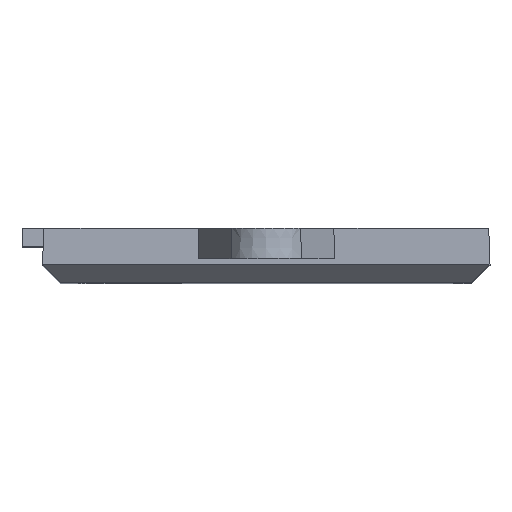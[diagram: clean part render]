
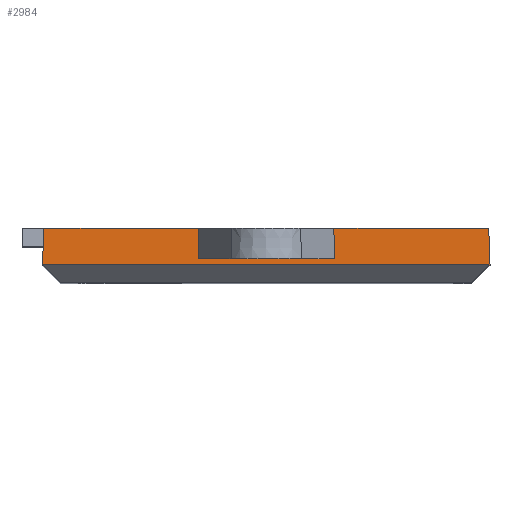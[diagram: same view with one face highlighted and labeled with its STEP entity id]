
A CAD part, top view. The second image highlights one B-rep face of the part: STEP entity #2984.
In plain terms, the highlighted planar face has unit normal (0, 0.035, 0.999).
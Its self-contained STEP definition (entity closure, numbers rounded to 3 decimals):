
#323=FACE_OUTER_BOUND('',#490,.T.);
#490=EDGE_LOOP('',(#2621,#2622,#2623,#2624,#2625,#2626,#2627,#2628));
#750=LINE('',#4708,#1083);
#789=LINE('',#4794,#1122);
#795=LINE('',#4805,#1128);
#831=LINE('',#4891,#1164);
#832=LINE('',#4893,#1165);
#833=LINE('',#4895,#1166);
#834=LINE('',#4897,#1167);
#835=LINE('',#4898,#1168);
#1083=VECTOR('',#3842,10.);
#1122=VECTOR('',#3927,10.);
#1128=VECTOR('',#3935,10.);
#1164=VECTOR('',#4013,10.);
#1165=VECTOR('',#4014,10.);
#1166=VECTOR('',#4015,10.);
#1167=VECTOR('',#4016,10.);
#1168=VECTOR('',#4017,10.);
#1390=VERTEX_POINT('',#4705);
#1391=VERTEX_POINT('',#4707);
#1414=VERTEX_POINT('',#4786);
#1419=VERTEX_POINT('',#4803);
#1448=VERTEX_POINT('',#4890);
#1449=VERTEX_POINT('',#4892);
#1450=VERTEX_POINT('',#4894);
#1451=VERTEX_POINT('',#4896);
#1770=EDGE_CURVE('',#1390,#1391,#750,.T.);
#1813=EDGE_CURVE('',#1414,#1390,#789,.T.);
#1819=EDGE_CURVE('',#1414,#1419,#795,.F.);
#1861=EDGE_CURVE('',#1448,#1419,#831,.F.);
#1862=EDGE_CURVE('',#1448,#1449,#832,.T.);
#1863=EDGE_CURVE('',#1449,#1450,#833,.T.);
#1864=EDGE_CURVE('',#1450,#1451,#834,.T.);
#1865=EDGE_CURVE('',#1391,#1451,#835,.F.);
#2621=ORIENTED_EDGE('',*,*,#1813,.F.);
#2622=ORIENTED_EDGE('',*,*,#1819,.T.);
#2623=ORIENTED_EDGE('',*,*,#1861,.F.);
#2624=ORIENTED_EDGE('',*,*,#1862,.T.);
#2625=ORIENTED_EDGE('',*,*,#1863,.T.);
#2626=ORIENTED_EDGE('',*,*,#1864,.T.);
#2627=ORIENTED_EDGE('',*,*,#1865,.F.);
#2628=ORIENTED_EDGE('',*,*,#1770,.F.);
#2839=PLANE('',#3232);
#2984=ADVANCED_FACE('',(#323),#2839,.T.);
#3232=AXIS2_PLACEMENT_3D('',#4889,#4011,#4012);
#3842=DIRECTION('',(0.035,0.999,-0.035));
#3927=DIRECTION('',(-1.,0.,0.));
#3935=DIRECTION('',(0.035,-0.999,0.035));
#4011=DIRECTION('center_axis',(0.,0.035,0.999));
#4012=DIRECTION('ref_axis',(1.,0.,0.));
#4013=DIRECTION('',(-1.,0.,0.));
#4014=DIRECTION('',(0.02,-0.999,0.035));
#4015=DIRECTION('',(-1.,0.,0.));
#4016=DIRECTION('',(0.02,0.999,-0.035));
#4017=DIRECTION('',(-1.,0.,0.));
#4705=CARTESIAN_POINT('',(-37.,3.,46.5));
#4707=CARTESIAN_POINT('',(-36.79,9.,46.29));
#4708=CARTESIAN_POINT('',(-37.048,1.625,46.548));
#4786=CARTESIAN_POINT('',(37.,3.,46.5));
#4794=CARTESIAN_POINT('',(-18.5,3.,46.5));
#4803=CARTESIAN_POINT('',(36.79,9.,46.29));
#4805=CARTESIAN_POINT('',(37.06,1.294,46.56));
#4889=CARTESIAN_POINT('Origin',(-37.,0.002,46.605));
#4890=CARTESIAN_POINT('',(11.18,9.,46.29));
#4891=CARTESIAN_POINT('',(-18.5,9.,46.29));
#4892=CARTESIAN_POINT('',(11.281,4.,46.465));
#4893=CARTESIAN_POINT('',(11.313,2.378,46.522));
#4894=CARTESIAN_POINT('',(-11.281,4.,46.465));
#4895=CARTESIAN_POINT('',(-18.5,4.,46.465));
#4896=CARTESIAN_POINT('',(-11.18,9.,46.29));
#4897=CARTESIAN_POINT('',(-11.326,1.742,46.544));
#4898=CARTESIAN_POINT('',(-18.5,9.,46.29));
